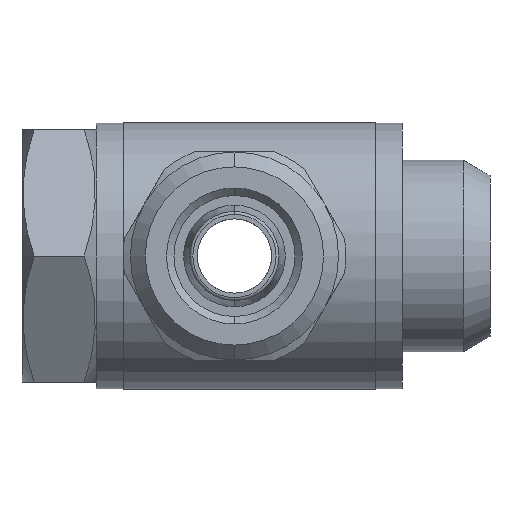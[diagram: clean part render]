
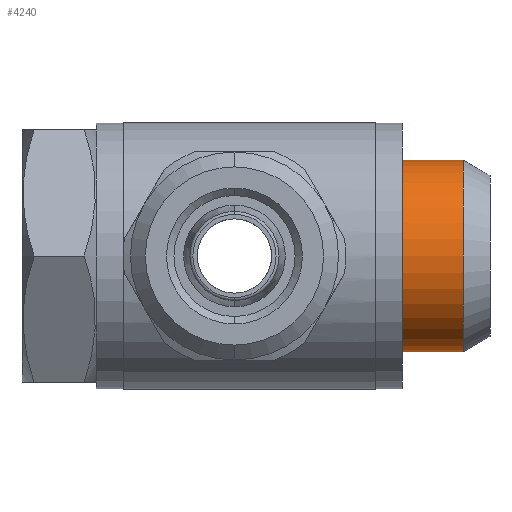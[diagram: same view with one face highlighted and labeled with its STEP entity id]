
A CAD part, left-side view. The second image highlights one B-rep face of the part: STEP entity #4240.
In plain terms, the highlighted cylindrical face has radius 6.45 mm (diameter 12.9 mm), a partial arc.
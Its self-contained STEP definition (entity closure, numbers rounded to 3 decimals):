
#59 = AXIS2_PLACEMENT_3D ( 'NONE', #4751, #4752, #4753 ) ;
#173 = AXIS2_PLACEMENT_3D ( 'NONE', #3071, #3072, #3073 ) ;
#182 = CIRCLE ( 'NONE', #173, 6.45 ) ;
#214 = CIRCLE ( 'NONE', #304, 6.45 ) ;
#274 = VECTOR ( 'NONE', #1040, 1000. ) ;
#304 = AXIS2_PLACEMENT_3D ( 'NONE', #3074, #3075, #3076 ) ;
#352 = VECTOR ( 'NONE', #1048, 1000. ) ;
#696 = VERTEX_POINT ( 'NONE', #3717 ) ;
#709 = VERTEX_POINT ( 'NONE', #3725 ) ;
#747 = VERTEX_POINT ( 'NONE', #3748 ) ;
#751 = VERTEX_POINT ( 'NONE', #3750 ) ;
#1039 = CARTESIAN_POINT ( 'NONE',  ( 0., 36.035, -6.45 ) ) ;
#1040 = DIRECTION ( 'NONE',  ( 0., 1., 0. ) ) ;
#1047 = CARTESIAN_POINT ( 'NONE',  ( 0., 36.035, 6.45 ) ) ;
#1048 = DIRECTION ( 'NONE',  ( 0., 1., 0. ) ) ;
#1543 = EDGE_LOOP ( 'NONE', ( #2077, #2078, #2079, #2076 ) ) ;
#1766 = EDGE_CURVE ( 'NONE', #696, #747, #2698, .T. ) ;
#1769 = EDGE_CURVE ( 'NONE', #709, #751, #2699, .T. ) ;
#1792 = EDGE_CURVE ( 'NONE', #696, #709, #182, .T. ) ;
#1793 = EDGE_CURVE ( 'NONE', #747, #751, #214, .T. ) ;
#2076 = ORIENTED_EDGE ( 'NONE', *, *, #1793, .F. ) ;
#2077 = ORIENTED_EDGE ( 'NONE', *, *, #1766, .F. ) ;
#2078 = ORIENTED_EDGE ( 'NONE', *, *, #1792, .T. ) ;
#2079 = ORIENTED_EDGE ( 'NONE', *, *, #1769, .T. ) ;
#2698 = LINE ( 'NONE', #1039, #274 ) ;
#2699 = LINE ( 'NONE', #1047, #352 ) ;
#2838 = FACE_OUTER_BOUND ( 'NONE', #1543, .T. ) ;
#2839 = CYLINDRICAL_SURFACE ( 'NONE', #59, 6.45 ) ;
#3071 = CARTESIAN_POINT ( 'NONE',  ( 0., 1.8, 0. ) ) ;
#3072 = DIRECTION ( 'NONE',  ( 0., 1., 0. ) ) ;
#3073 = DIRECTION ( 'NONE',  ( 0., 0., 1. ) ) ;
#3074 = CARTESIAN_POINT ( 'NONE',  ( 0., 5.9, 0. ) ) ;
#3075 = DIRECTION ( 'NONE',  ( 0., 1., 0. ) ) ;
#3076 = DIRECTION ( 'NONE',  ( 0., 0., 1. ) ) ;
#3717 = CARTESIAN_POINT ( 'NONE',  ( 0., 1.8, -6.45 ) ) ;
#3725 = CARTESIAN_POINT ( 'NONE',  ( 0., 1.8, 6.45 ) ) ;
#3748 = CARTESIAN_POINT ( 'NONE',  ( 0., 5.9, -6.45 ) ) ;
#3750 = CARTESIAN_POINT ( 'NONE',  ( 0., 5.9, 6.45 ) ) ;
#4240 = ADVANCED_FACE ( 'NONE', ( #2838 ), #2839, .T. ) ;
#4751 = CARTESIAN_POINT ( 'NONE',  ( 0., 36.035, 0. ) ) ;
#4752 = DIRECTION ( 'NONE',  ( 0., 1., 0. ) ) ;
#4753 = DIRECTION ( 'NONE',  ( 0., 0., 1. ) ) ;
